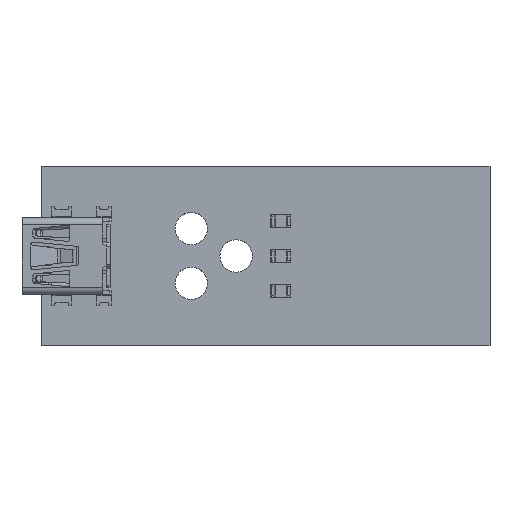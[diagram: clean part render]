
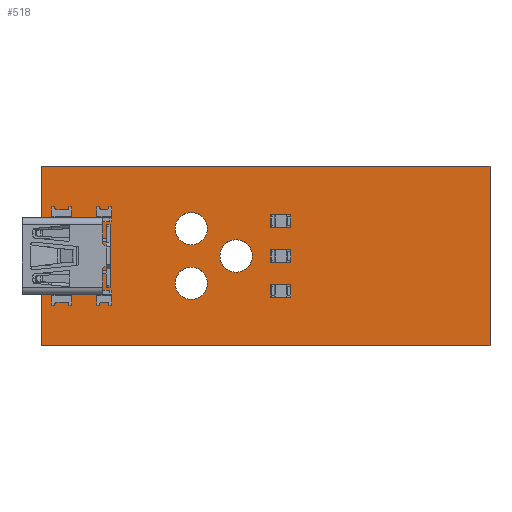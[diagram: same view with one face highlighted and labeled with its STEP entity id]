
A CAD part, top view. The second image highlights one B-rep face of the part: STEP entity #518.
In plain terms, the highlighted planar face has unit normal (0, 0, 1).
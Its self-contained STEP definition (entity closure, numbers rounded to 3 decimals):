
#128=CARTESIAN_POINT('',(145.,-91.,0.));
#129=VERTEX_POINT('',#128);
#130=CARTESIAN_POINT('',(145.,-109.,0.));
#131=VERTEX_POINT('',#130);
#132=CARTESIAN_POINT('',(145.,-91.,0.));
#133=DIRECTION('',(0.,-1.,0.));
#134=VECTOR('',#133,18.);
#135=LINE('',#132,#134);
#136=EDGE_CURVE('',#129,#131,#135,.T.);
#168=CARTESIAN_POINT('',(100.,-91.,0.));
#169=VERTEX_POINT('',#168);
#170=CARTESIAN_POINT('',(100.,-91.,0.));
#171=DIRECTION('',(1.,0.,-0.));
#172=VECTOR('',#171,45.);
#173=LINE('',#170,#172);
#174=EDGE_CURVE('',#169,#129,#173,.T.);
#199=CARTESIAN_POINT('',(100.,-109.,0.));
#200=VERTEX_POINT('',#199);
#216=CARTESIAN_POINT('',(100.,-109.,0.));
#217=DIRECTION('',(1.,0.,-0.));
#218=VECTOR('',#217,45.);
#219=LINE('',#216,#218);
#220=EDGE_CURVE('',#200,#131,#219,.T.);
#238=CARTESIAN_POINT('',(100.,-91.,0.));
#239=DIRECTION('',(0.,-1.,0.));
#240=VECTOR('',#239,18.);
#241=LINE('',#238,#240);
#242=EDGE_CURVE('',#169,#200,#241,.T.);
#252=CARTESIAN_POINT('',(117.875,-100.,0.));
#253=VERTEX_POINT('',#252);
#262=CARTESIAN_POINT('',(121.125,-100.,0.));
#263=VERTEX_POINT('',#262);
#264=CARTESIAN_POINT('',(119.5,-100.,0.));
#265=DIRECTION('',(0.,0.,1.));
#266=DIRECTION('',(1.,0.,-0.));
#267=AXIS2_PLACEMENT_3D('',#264,#265,#266);
#268=CIRCLE('',#267,1.625);
#269=EDGE_CURVE('',#253,#263,#268,.T.);
#294=CARTESIAN_POINT('',(113.375,-97.25,0.));
#295=VERTEX_POINT('',#294);
#304=CARTESIAN_POINT('',(116.625,-97.25,0.));
#305=VERTEX_POINT('',#304);
#306=CARTESIAN_POINT('',(115.,-97.25,0.));
#307=DIRECTION('',(0.,0.,1.));
#308=DIRECTION('',(1.,0.,-0.));
#309=AXIS2_PLACEMENT_3D('',#306,#307,#308);
#310=CIRCLE('',#309,1.625);
#311=EDGE_CURVE('',#295,#305,#310,.T.);
#336=CARTESIAN_POINT('',(113.375,-102.75,0.));
#337=VERTEX_POINT('',#336);
#346=CARTESIAN_POINT('',(116.625,-102.75,0.));
#347=VERTEX_POINT('',#346);
#348=CARTESIAN_POINT('',(115.,-102.75,0.));
#349=DIRECTION('',(0.,0.,1.));
#350=DIRECTION('',(1.,0.,-0.));
#351=AXIS2_PLACEMENT_3D('',#348,#349,#350);
#352=CIRCLE('',#351,1.625);
#353=EDGE_CURVE('',#337,#347,#352,.T.);
#378=CARTESIAN_POINT('',(103.45,-102.2,0.));
#379=VERTEX_POINT('',#378);
#388=CARTESIAN_POINT('',(104.35,-102.2,0.));
#389=VERTEX_POINT('',#388);
#390=CARTESIAN_POINT('',(103.9,-102.2,0.));
#391=DIRECTION('',(0.,0.,1.));
#392=DIRECTION('',(1.,0.,-0.));
#393=AXIS2_PLACEMENT_3D('',#390,#391,#392);
#394=CIRCLE('',#393,0.45);
#395=EDGE_CURVE('',#379,#389,#394,.T.);
#420=CARTESIAN_POINT('',(103.45,-97.8,0.));
#421=VERTEX_POINT('',#420);
#430=CARTESIAN_POINT('',(104.35,-97.8,0.));
#431=VERTEX_POINT('',#430);
#432=CARTESIAN_POINT('',(103.9,-97.8,0.));
#433=DIRECTION('',(0.,0.,1.));
#434=DIRECTION('',(1.,0.,-0.));
#435=AXIS2_PLACEMENT_3D('',#432,#433,#434);
#436=CIRCLE('',#435,0.45);
#437=EDGE_CURVE('',#421,#431,#436,.T.);
#457=CARTESIAN_POINT('',(122.5,-100.,0.));
#458=DIRECTION('',(0.,0.,-1.));
#459=DIRECTION('',(-1.,0.,0.));
#460=AXIS2_PLACEMENT_3D('',#457,#458,#459);
#461=PLANE('',#460);
#462=ORIENTED_EDGE('',*,*,#174,.F.);
#463=ORIENTED_EDGE('',*,*,#242,.T.);
#464=ORIENTED_EDGE('',*,*,#220,.T.);
#465=ORIENTED_EDGE('',*,*,#136,.F.);
#466=EDGE_LOOP('',(#462,#463,#464,#465));
#467=FACE_BOUND('',#466,.T.);
#468=ORIENTED_EDGE('',*,*,#269,.F.);
#469=CARTESIAN_POINT('',(119.5,-100.,0.));
#470=DIRECTION('',(0.,0.,1.));
#471=DIRECTION('',(1.,0.,-0.));
#472=AXIS2_PLACEMENT_3D('',#469,#470,#471);
#473=CIRCLE('',#472,1.625);
#474=EDGE_CURVE('',#263,#253,#473,.T.);
#475=ORIENTED_EDGE('',*,*,#474,.F.);
#476=EDGE_LOOP('',(#468,#475));
#477=FACE_BOUND('',#476,.T.);
#478=ORIENTED_EDGE('',*,*,#311,.F.);
#479=CARTESIAN_POINT('',(115.,-97.25,0.));
#480=DIRECTION('',(0.,0.,1.));
#481=DIRECTION('',(1.,0.,-0.));
#482=AXIS2_PLACEMENT_3D('',#479,#480,#481);
#483=CIRCLE('',#482,1.625);
#484=EDGE_CURVE('',#305,#295,#483,.T.);
#485=ORIENTED_EDGE('',*,*,#484,.F.);
#486=EDGE_LOOP('',(#478,#485));
#487=FACE_BOUND('',#486,.T.);
#488=ORIENTED_EDGE('',*,*,#353,.F.);
#489=CARTESIAN_POINT('',(115.,-102.75,0.));
#490=DIRECTION('',(0.,0.,1.));
#491=DIRECTION('',(1.,0.,-0.));
#492=AXIS2_PLACEMENT_3D('',#489,#490,#491);
#493=CIRCLE('',#492,1.625);
#494=EDGE_CURVE('',#347,#337,#493,.T.);
#495=ORIENTED_EDGE('',*,*,#494,.F.);
#496=EDGE_LOOP('',(#488,#495));
#497=FACE_BOUND('',#496,.T.);
#498=ORIENTED_EDGE('',*,*,#395,.F.);
#499=CARTESIAN_POINT('',(103.9,-102.2,0.));
#500=DIRECTION('',(0.,0.,1.));
#501=DIRECTION('',(1.,0.,-0.));
#502=AXIS2_PLACEMENT_3D('',#499,#500,#501);
#503=CIRCLE('',#502,0.45);
#504=EDGE_CURVE('',#389,#379,#503,.T.);
#505=ORIENTED_EDGE('',*,*,#504,.F.);
#506=EDGE_LOOP('',(#498,#505));
#507=FACE_BOUND('',#506,.T.);
#508=ORIENTED_EDGE('',*,*,#437,.F.);
#509=CARTESIAN_POINT('',(103.9,-97.8,0.));
#510=DIRECTION('',(0.,0.,1.));
#511=DIRECTION('',(1.,0.,-0.));
#512=AXIS2_PLACEMENT_3D('',#509,#510,#511);
#513=CIRCLE('',#512,0.45);
#514=EDGE_CURVE('',#431,#421,#513,.T.);
#515=ORIENTED_EDGE('',*,*,#514,.F.);
#516=EDGE_LOOP('',(#508,#515));
#517=FACE_BOUND('',#516,.T.);
#518=ADVANCED_FACE('',(#467,#477,#487,#497,#507,#517),#461,.F.);
